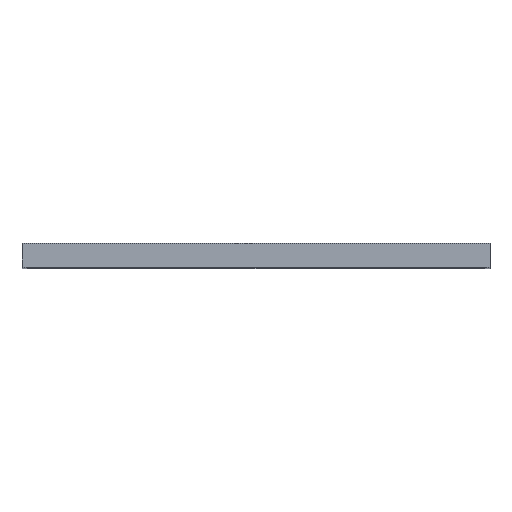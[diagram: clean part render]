
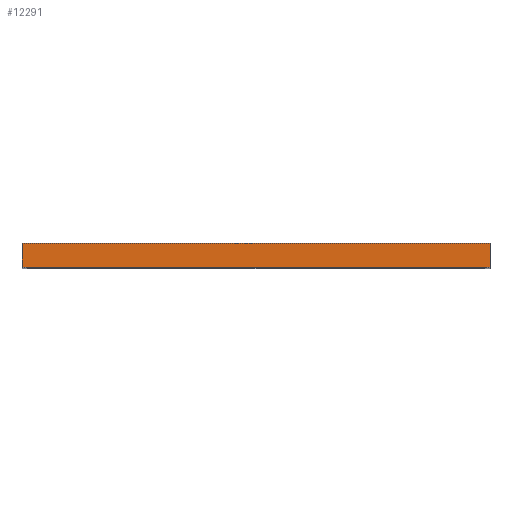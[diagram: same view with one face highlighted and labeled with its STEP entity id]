
A CAD part, top view. The second image highlights one B-rep face of the part: STEP entity #12291.
In plain terms, the highlighted planar face has unit normal (0, 0, 1).
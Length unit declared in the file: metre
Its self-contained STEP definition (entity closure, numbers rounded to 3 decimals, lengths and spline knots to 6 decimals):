
#1135=LINE('',#22859,#2477);
#1139=LINE('',#22868,#2481);
#1140=LINE('',#22871,#2482);
#1141=LINE('',#22872,#2483);
#2477=VECTOR('',#17675,1.);
#2481=VECTOR('',#17681,1.);
#2482=VECTOR('',#17682,1.);
#2483=VECTOR('',#17683,1.);
#3683=PLANE('',#14861);
#6446=ORIENTED_EDGE('',*,*,#8426,.T.);
#6447=ORIENTED_EDGE('',*,*,#8427,.F.);
#6448=ORIENTED_EDGE('',*,*,#8422,.F.);
#6449=ORIENTED_EDGE('',*,*,#8428,.T.);
#8422=EDGE_CURVE('',#9649,#9650,#1135,.T.);
#8426=EDGE_CURVE('',#9653,#9654,#1139,.T.);
#8427=EDGE_CURVE('',#9650,#9654,#1140,.T.);
#8428=EDGE_CURVE('',#9649,#9653,#1141,.T.);
#9649=VERTEX_POINT('',#22860);
#9650=VERTEX_POINT('',#22861);
#9653=VERTEX_POINT('',#22869);
#9654=VERTEX_POINT('',#22870);
#10700=EDGE_LOOP('',(#6446,#6447,#6448,#6449));
#11481=FACE_BOUND('',#10700,.T.);
#12291=ADVANCED_FACE('',(#11481),#3683,.T.);
#14861=AXIS2_PLACEMENT_3D('',#22867,#17679,#17680);
#17675=DIRECTION('',(0.,-1.,0.));
#17679=DIRECTION('',(0.,0.,1.));
#17680=DIRECTION('',(1.,0.,0.));
#17681=DIRECTION('',(0.,-1.,0.));
#17682=DIRECTION('',(-1.,0.,0.));
#17683=DIRECTION('',(-1.,0.,0.));
#22859=CARTESIAN_POINT('',(0.293,0.,0.49));
#22860=CARTESIAN_POINT('',(0.293,0.026,0.49));
#22861=CARTESIAN_POINT('',(0.293,-0.004,0.49));
#22867=CARTESIAN_POINT('',(0.,0.,0.49));
#22868=CARTESIAN_POINT('',(-0.293,0.,0.49));
#22869=CARTESIAN_POINT('',(-0.293,0.026,0.49));
#22870=CARTESIAN_POINT('',(-0.293,-0.004,0.49));
#22871=CARTESIAN_POINT('',(0.,-0.004,0.49));
#22872=CARTESIAN_POINT('',(0.,0.026,0.49));
